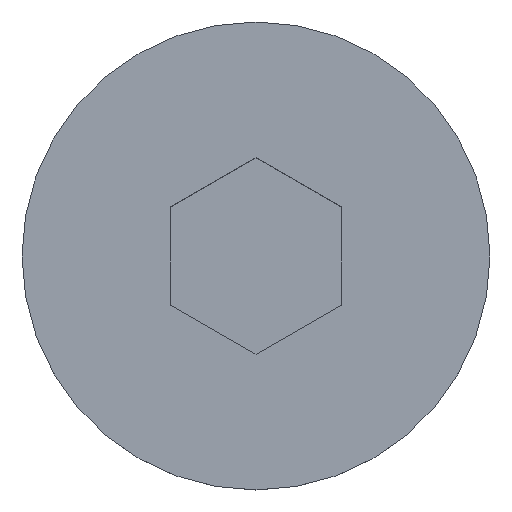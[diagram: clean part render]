
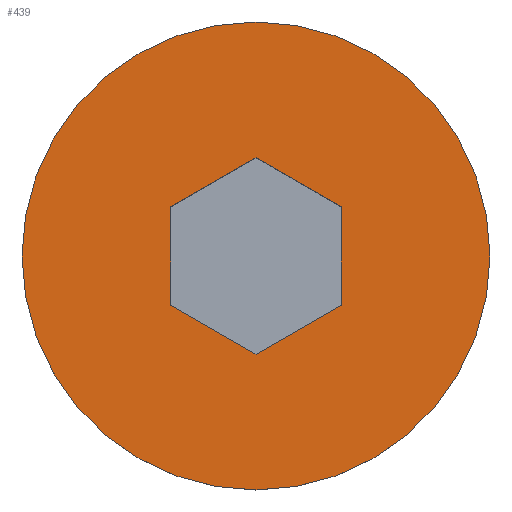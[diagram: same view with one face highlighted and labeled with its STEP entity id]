
A CAD part, top view. The second image highlights one B-rep face of the part: STEP entity #439.
In plain terms, the highlighted planar face has unit normal (0, 0, 1).
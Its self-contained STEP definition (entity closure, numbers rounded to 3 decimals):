
#1 = DIRECTION ( 'NONE',  ( 0., -1., 0. ) ) ;
#5 = EDGE_CURVE ( 'NONE', #59, #176, #168, .T. ) ;
#7 = VECTOR ( 'NONE', #218, 1000. ) ;
#23 = CIRCLE ( 'NONE', #321, 2.75 ) ;
#29 = DIRECTION ( 'NONE',  ( 1., 0., 0. ) ) ;
#37 = EDGE_CURVE ( 'NONE', #426, #364, #222, .T. ) ;
#55 = CARTESIAN_POINT ( 'NONE',  ( 1., 0.577, 2. ) ) ;
#58 = EDGE_CURVE ( 'NONE', #176, #59, #23, .T. ) ;
#59 = VERTEX_POINT ( 'NONE', #477 ) ;
#60 = ORIENTED_EDGE ( 'NONE', *, *, #248, .F. ) ;
#61 = DIRECTION ( 'NONE',  ( 0.866, -0.5, 0. ) ) ;
#62 = ORIENTED_EDGE ( 'NONE', *, *, #299, .F. ) ;
#69 = EDGE_LOOP ( 'NONE', ( #62, #393, #60, #316, #202, #384 ) ) ;
#75 = VERTEX_POINT ( 'NONE', #398 ) ;
#81 = FACE_BOUND ( 'NONE', #69, .T. ) ;
#82 = DIRECTION ( 'NONE',  ( 0.866, 0.5, 0. ) ) ;
#97 = LINE ( 'NONE', #204, #423 ) ;
#107 = DIRECTION ( 'NONE',  ( 0., 0., 1. ) ) ;
#116 = LINE ( 'NONE', #313, #292 ) ;
#125 = CARTESIAN_POINT ( 'NONE',  ( 0., 1.155, 2. ) ) ;
#127 = CARTESIAN_POINT ( 'NONE',  ( -2.75, 0., 2. ) ) ;
#133 = AXIS2_PLACEMENT_3D ( 'NONE', #430, #401, #147 ) ;
#137 = EDGE_CURVE ( 'NONE', #364, #328, #116, .T. ) ;
#139 = CARTESIAN_POINT ( 'NONE',  ( -1., -0.577, 2. ) ) ;
#147 = DIRECTION ( 'NONE',  ( 1., 0., 0. ) ) ;
#157 = CARTESIAN_POINT ( 'NONE',  ( 0., -1.155, 2. ) ) ;
#164 = PLANE ( 'NONE',  #350 ) ;
#168 = CIRCLE ( 'NONE', #133, 2.75 ) ;
#176 = VERTEX_POINT ( 'NONE', #127 ) ;
#186 = LINE ( 'NONE', #262, #226 ) ;
#195 = DIRECTION ( 'NONE',  ( 1., 0., 0. ) ) ;
#202 = ORIENTED_EDGE ( 'NONE', *, *, #137, .F. ) ;
#204 = CARTESIAN_POINT ( 'NONE',  ( 1., 0.577, 2. ) ) ;
#218 = DIRECTION ( 'NONE',  ( 0., 1., 0. ) ) ;
#221 = FACE_OUTER_BOUND ( 'NONE', #395, .T. ) ;
#222 = LINE ( 'NONE', #337, #339 ) ;
#226 = VECTOR ( 'NONE', #61, 1000. ) ;
#240 = VERTEX_POINT ( 'NONE', #157 ) ;
#248 = EDGE_CURVE ( 'NONE', #240, #75, #310, .T. ) ;
#253 = CARTESIAN_POINT ( 'NONE',  ( 0., 0., 2. ) ) ;
#260 = DIRECTION ( 'NONE',  ( -0.866, -0.5, 0. ) ) ;
#262 = CARTESIAN_POINT ( 'NONE',  ( -1., -0.577, 2. ) ) ;
#281 = ORIENTED_EDGE ( 'NONE', *, *, #58, .T. ) ;
#289 = VERTEX_POINT ( 'NONE', #55 ) ;
#292 = VECTOR ( 'NONE', #1, 1000. ) ;
#299 = EDGE_CURVE ( 'NONE', #289, #426, #97, .T. ) ;
#307 = EDGE_CURVE ( 'NONE', #75, #289, #476, .T. ) ;
#310 = LINE ( 'NONE', #414, #447 ) ;
#312 = CARTESIAN_POINT ( 'NONE',  ( 0., 0., 2. ) ) ;
#313 = CARTESIAN_POINT ( 'NONE',  ( -1., 0.577, 2. ) ) ;
#316 = ORIENTED_EDGE ( 'NONE', *, *, #399, .F. ) ;
#321 = AXIS2_PLACEMENT_3D ( 'NONE', #253, #107, #29 ) ;
#328 = VERTEX_POINT ( 'NONE', #139 ) ;
#337 = CARTESIAN_POINT ( 'NONE',  ( 0., 1.155, 2. ) ) ;
#338 = DIRECTION ( 'NONE',  ( 0., 0., 1. ) ) ;
#339 = VECTOR ( 'NONE', #260, 1000. ) ;
#350 = AXIS2_PLACEMENT_3D ( 'NONE', #312, #338, #195 ) ;
#357 = DIRECTION ( 'NONE',  ( -0.866, 0.5, 0. ) ) ;
#364 = VERTEX_POINT ( 'NONE', #396 ) ;
#384 = ORIENTED_EDGE ( 'NONE', *, *, #37, .F. ) ;
#388 = ORIENTED_EDGE ( 'NONE', *, *, #5, .T. ) ;
#393 = ORIENTED_EDGE ( 'NONE', *, *, #307, .F. ) ;
#395 = EDGE_LOOP ( 'NONE', ( #281, #388 ) ) ;
#396 = CARTESIAN_POINT ( 'NONE',  ( -1., 0.577, 2. ) ) ;
#397 = CARTESIAN_POINT ( 'NONE',  ( 1., -0.577, 2. ) ) ;
#398 = CARTESIAN_POINT ( 'NONE',  ( 1., -0.577, 2. ) ) ;
#399 = EDGE_CURVE ( 'NONE', #328, #240, #186, .T. ) ;
#401 = DIRECTION ( 'NONE',  ( 0., 0., 1. ) ) ;
#414 = CARTESIAN_POINT ( 'NONE',  ( 0., -1.155, 2. ) ) ;
#423 = VECTOR ( 'NONE', #357, 1000. ) ;
#426 = VERTEX_POINT ( 'NONE', #125 ) ;
#430 = CARTESIAN_POINT ( 'NONE',  ( 0., 0., 2. ) ) ;
#439 = ADVANCED_FACE ( 'NONE', ( #81, #221 ), #164, .T. ) ;
#447 = VECTOR ( 'NONE', #82, 1000. ) ;
#476 = LINE ( 'NONE', #397, #7 ) ;
#477 = CARTESIAN_POINT ( 'NONE',  ( 2.75, 0., 2. ) ) ;
